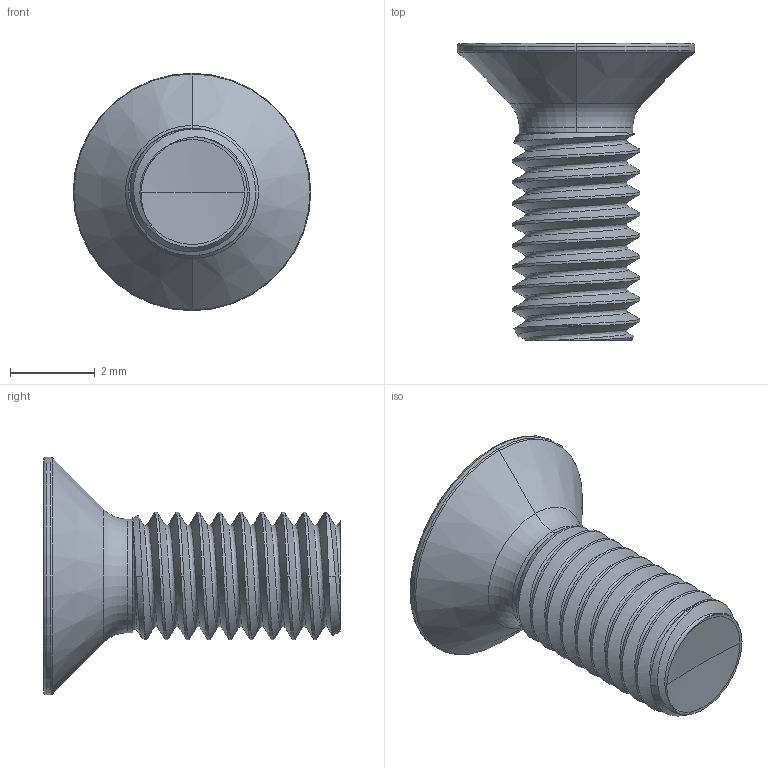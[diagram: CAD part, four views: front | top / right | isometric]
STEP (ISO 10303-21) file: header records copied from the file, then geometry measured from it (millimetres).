
FILE_DESCRIPTION (( 'STEP AP203' ), '1' );
FILE_NAME ('STM330300070.STEP', '2019-03-16T02:22:53', ( '' ), ( '' ), 'SwSTEP 2.0', 'SolidWorks 2015', '' );
FILE_SCHEMA (( 'CONFIG_CONTROL_DESIGN' ));
Length unit declared in the file: millimetre
Products named in the file (1): STM330300070
Bounding box: 5.6 x 7 x 5.6 mm (x, y, z)
Volume: 53.2 mm3; surface area: 141.5 mm2
Topology: 1 solids, 1 shells, 176 faces, 403 edges, 228 vertices
Faces by surface type: cylinder 62, bspline 46, sphere 26, plane 24, cone 10, torus 8
Entity records: 14487 total; most frequent: CARTESIAN_POINT 10927, ORIENTED_EDGE 802, DIRECTION 655, EDGE_CURVE 401, AXIS2_PLACEMENT_3D 273, VERTEX_POINT 228, EDGE_LOOP 177, FACE_OUTER_BOUND 176
